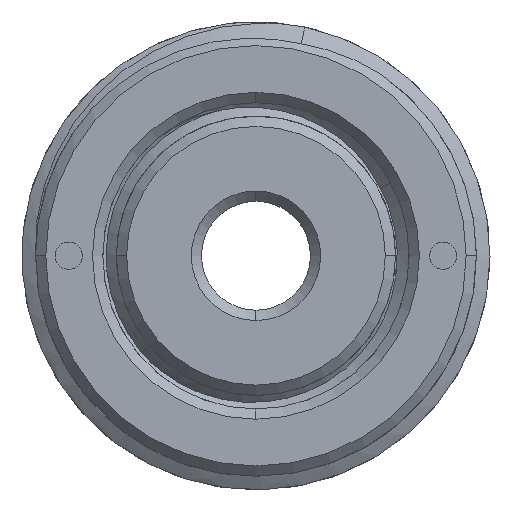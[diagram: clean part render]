
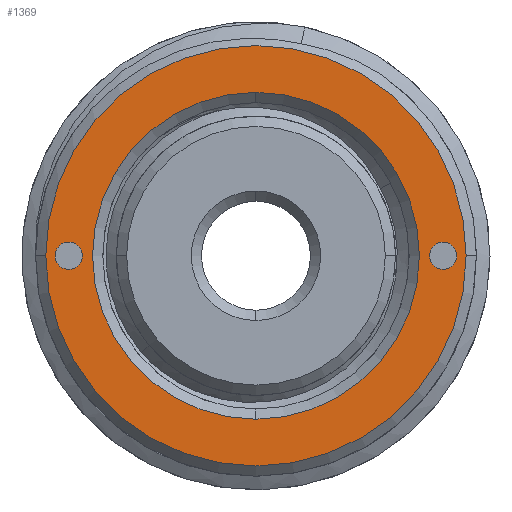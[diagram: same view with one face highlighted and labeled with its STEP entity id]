
A CAD part, front view. The second image highlights one B-rep face of the part: STEP entity #1369.
In plain terms, the highlighted planar face has unit normal (0, -1, 0).
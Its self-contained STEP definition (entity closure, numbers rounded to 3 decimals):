
#1=CARTESIAN_POINT('',(0.,0.,0.));
#2=DIRECTION('',(0.,-1.,0.));
#3=DIRECTION('',(-1.,0.,0.));
#4=AXIS2_PLACEMENT_3D('',#1,#2,#3);
#6=CARTESIAN_POINT('',(-5.5,0.,0.));
#7=DIRECTION('',(0.,-1.,0.));
#8=DIRECTION('',(0.,0.,1.));
#9=AXIS2_PLACEMENT_3D('',#6,#7,#8);
#11=CARTESIAN_POINT('',(-5.5,0.,0.));
#12=DIRECTION('',(0.,-1.,0.));
#13=DIRECTION('',(0.,0.,-1.));
#14=AXIS2_PLACEMENT_3D('',#11,#12,#13);
#16=CARTESIAN_POINT('',(5.5,0.,0.));
#17=DIRECTION('',(0.,-1.,0.));
#18=DIRECTION('',(0.,0.,1.));
#19=AXIS2_PLACEMENT_3D('',#16,#17,#18);
#21=CARTESIAN_POINT('',(5.5,0.,0.));
#22=DIRECTION('',(0.,-1.,0.));
#23=DIRECTION('',(0.,0.,-1.));
#24=AXIS2_PLACEMENT_3D('',#21,#22,#23);
#26=CARTESIAN_POINT('',(0.,0.,0.));
#27=DIRECTION('',(0.,1.,0.));
#28=DIRECTION('',(0.,0.,1.));
#29=AXIS2_PLACEMENT_3D('',#26,#27,#28);
#31=CARTESIAN_POINT('',(0.,0.,0.));
#32=DIRECTION('',(0.,1.,0.));
#33=DIRECTION('',(0.,0.,-1.));
#34=AXIS2_PLACEMENT_3D('',#31,#32,#33);
#36=CARTESIAN_POINT('',(0.,0.,0.));
#37=DIRECTION('',(0.,-1.,0.));
#38=DIRECTION('',(1.,0.,0.));
#39=AXIS2_PLACEMENT_3D('',#36,#37,#38);
#1284=CARTESIAN_POINT('',(-6.175,0.,0.));
#1285=CARTESIAN_POINT('',(6.175,0.,0.));
#1286=VERTEX_POINT('',#1284);
#1287=VERTEX_POINT('',#1285);
#1298=CARTESIAN_POINT('',(-5.5,0.,0.4));
#1299=CARTESIAN_POINT('',(-5.5,0.,-0.4));
#1300=VERTEX_POINT('',#1298);
#1301=VERTEX_POINT('',#1299);
#1302=CARTESIAN_POINT('',(5.5,0.,0.4));
#1303=CARTESIAN_POINT('',(5.5,0.,-0.4));
#1304=VERTEX_POINT('',#1302);
#1305=VERTEX_POINT('',#1303);
#1324=CARTESIAN_POINT('',(0.,0.,4.8));
#1325=CARTESIAN_POINT('',(0.,0.,-4.8));
#1326=VERTEX_POINT('',#1324);
#1327=VERTEX_POINT('',#1325);
#1340=CARTESIAN_POINT('',(0.,0.,0.));
#1341=DIRECTION('',(0.,1.,0.));
#1342=DIRECTION('',(1.,0.,0.));
#1343=AXIS2_PLACEMENT_3D('',#1340,#1341,#1342);
#1344=PLANE('',#1343);
#1346=ORIENTED_EDGE('',*,*,#1345,.F.);
#1348=ORIENTED_EDGE('',*,*,#1347,.F.);
#1349=EDGE_LOOP('',(#1346,#1348));
#1350=FACE_OUTER_BOUND('',#1349,.F.);
#1352=ORIENTED_EDGE('',*,*,#1351,.T.);
#1354=ORIENTED_EDGE('',*,*,#1353,.T.);
#1355=EDGE_LOOP('',(#1352,#1354));
#1356=FACE_BOUND('',#1355,.F.);
#1358=ORIENTED_EDGE('',*,*,#1357,.T.);
#1360=ORIENTED_EDGE('',*,*,#1359,.T.);
#1361=EDGE_LOOP('',(#1358,#1360));
#1362=FACE_BOUND('',#1361,.F.);
#1364=ORIENTED_EDGE('',*,*,#1363,.F.);
#1366=ORIENTED_EDGE('',*,*,#1365,.F.);
#1367=EDGE_LOOP('',(#1364,#1366));
#1368=FACE_BOUND('',#1367,.F.);
#1369=ADVANCED_FACE('',(#1350,#1356,#1362,#1368),#1344,.F.);
#5=CIRCLE('',#4,6.175);
#10=CIRCLE('',#9,0.4);
#15=CIRCLE('',#14,0.4);
#20=CIRCLE('',#19,0.4);
#25=CIRCLE('',#24,0.4);
#30=CIRCLE('',#29,4.8);
#35=CIRCLE('',#34,4.8);
#40=CIRCLE('',#39,6.175);
#1345=EDGE_CURVE('',#1287,#1286,#40,.T.);
#1347=EDGE_CURVE('',#1286,#1287,#5,.T.);
#1351=EDGE_CURVE('',#1300,#1301,#10,.T.);
#1353=EDGE_CURVE('',#1301,#1300,#15,.T.);
#1357=EDGE_CURVE('',#1304,#1305,#20,.T.);
#1359=EDGE_CURVE('',#1305,#1304,#25,.T.);
#1363=EDGE_CURVE('',#1326,#1327,#30,.T.);
#1365=EDGE_CURVE('',#1327,#1326,#35,.T.);
